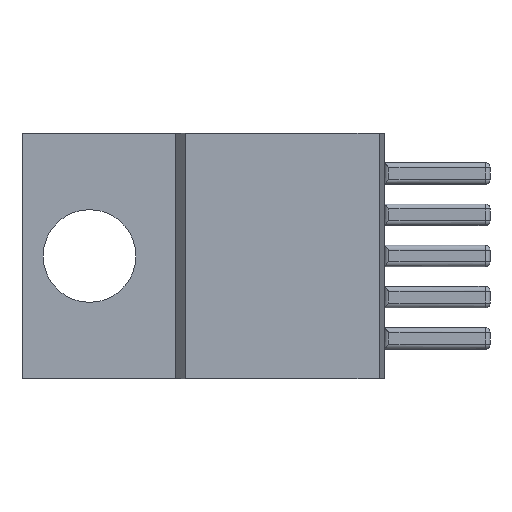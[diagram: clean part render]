
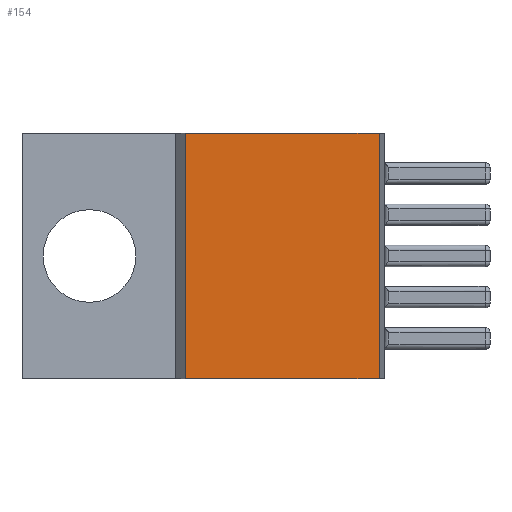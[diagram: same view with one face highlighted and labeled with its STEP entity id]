
A CAD part, left-side view. The second image highlights one B-rep face of the part: STEP entity #154.
In plain terms, the highlighted planar face has unit normal (-1, 0, 0).
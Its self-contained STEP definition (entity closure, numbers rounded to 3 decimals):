
#154=ADVANCED_FACE('',(#1550),#1552,.T.);
#1550=FACE_BOUND('',#1551,.T.);
#1551=EDGE_LOOP('',(#2952,#2953,#2954,#2955));
#1552=PLANE('',#1553);
#1553=AXIS2_PLACEMENT_3D('',#1554,#1555,#1556);
#1554=CARTESIAN_POINT('',(-4.575,0.,0.));
#1555=DIRECTION('',(-1.,0.,0.));
#1556=DIRECTION('',(0.,0.,-1.));
#2952=ORIENTED_EDGE('',*,*,#3618,.T.);
#2953=ORIENTED_EDGE('',*,*,#3616,.T.);
#2954=ORIENTED_EDGE('',*,*,#3619,.T.);
#2955=ORIENTED_EDGE('',*,*,#3610,.T.);
#3610=EDGE_CURVE('',#3954,#3952,#3955,.T.);
#3616=EDGE_CURVE('',#3964,#3962,#3965,.T.);
#3618=EDGE_CURVE('',#3952,#3964,#3967,.F.);
#3619=EDGE_CURVE('',#3962,#3954,#3968,.F.);
#3952=VERTEX_POINT('',#4499);
#3954=VERTEX_POINT('',#4503);
#3955=LINE('',#4504,#4505);
#3962=VERTEX_POINT('',#4521);
#3964=VERTEX_POINT('',#4525);
#3965=LINE('',#4526,#4527);
#3967=LINE('',#4532,#4533);
#3968=LINE('',#4535,#4536);
#4499=CARTESIAN_POINT('',(-4.575,-4.108,-5.08));
#4503=CARTESIAN_POINT('',(-4.575,3.91,-5.08));
#4504=CARTESIAN_POINT('',(-4.575,3.91,-5.08));
#4505=VECTOR('',#4506,1.);
#4506=DIRECTION('',(0.,-1.,0.));
#4521=CARTESIAN_POINT('',(-4.575,3.91,5.08));
#4525=CARTESIAN_POINT('',(-4.575,-4.108,5.08));
#4526=CARTESIAN_POINT('',(-4.575,-4.108,5.08));
#4527=VECTOR('',#4528,1.);
#4528=DIRECTION('',(0.,1.,0.));
#4532=CARTESIAN_POINT('',(-4.575,-4.108,5.08));
#4533=VECTOR('',#4534,1.);
#4534=DIRECTION('',(0.,0.,-1.));
#4535=CARTESIAN_POINT('',(-4.575,3.91,-5.08));
#4536=VECTOR('',#4537,1.);
#4537=DIRECTION('',(0.,0.,1.));
